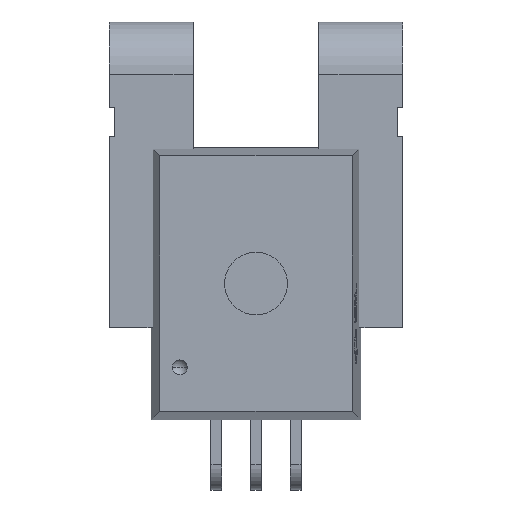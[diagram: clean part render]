
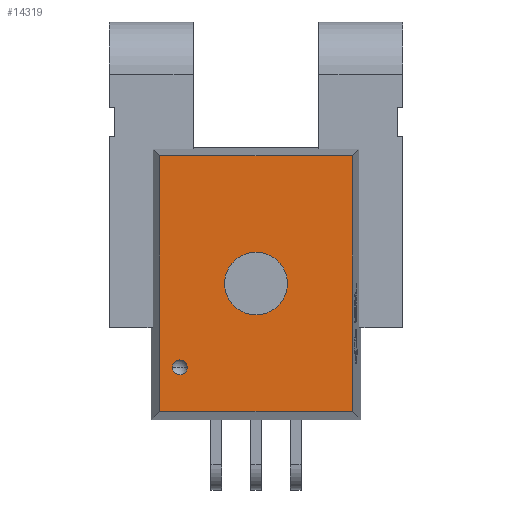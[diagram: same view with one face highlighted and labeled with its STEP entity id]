
A CAD part, top view. The second image highlights one B-rep face of the part: STEP entity #14319.
In plain terms, the highlighted planar face has unit normal (0, 0, 1).
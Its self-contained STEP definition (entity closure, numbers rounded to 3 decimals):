
#256 = AXIS2_PLACEMENT_3D ( 'NONE', #1841, #10476, #639 ) ;
#639 = DIRECTION ( 'NONE',  ( 1., 0., 0. ) ) ;
#959 = CARTESIAN_POINT ( 'NONE',  ( 1.5, 0.431, 7. ) ) ;
#1026 = CIRCLE ( 'NONE', #13452, 0.355 ) ;
#1408 = CARTESIAN_POINT ( 'NONE',  ( -4.601, 6.931, 7. ) ) ;
#1792 = VERTEX_POINT ( 'NONE', #5295 ) ;
#1841 = CARTESIAN_POINT ( 'NONE',  ( 0., 0.431, 7. ) ) ;
#1856 = CARTESIAN_POINT ( 'NONE',  ( -3.278, -3.569, 7. ) ) ;
#1877 = EDGE_CURVE ( 'NONE', #16515, #18038, #16448, .T. ) ;
#2264 = CARTESIAN_POINT ( 'NONE',  ( -1.5, 0.431, 7. ) ) ;
#2339 = CARTESIAN_POINT ( 'NONE',  ( 0., 0.431, 7. ) ) ;
#2382 = CARTESIAN_POINT ( 'NONE',  ( -5., -5.67, 7. ) ) ;
#2426 = CARTESIAN_POINT ( 'NONE',  ( 4.601, 6.532, 7. ) ) ;
#2429 = DIRECTION ( 'NONE',  ( 1., 0., 0. ) ) ;
#2456 = EDGE_LOOP ( 'NONE', ( #18295, #17853, #17308, #7677 ) ) ;
#2468 = AXIS2_PLACEMENT_3D ( 'NONE', #17963, #8086, #5307 ) ;
#2516 = DIRECTION ( 'NONE',  ( 0., 0., 1. ) ) ;
#2932 = EDGE_CURVE ( 'NONE', #7036, #14891, #17945, .T. ) ;
#3148 = PLANE ( 'NONE',  #256 ) ;
#3239 = DIRECTION ( 'NONE',  ( -1., 0., 0. ) ) ;
#3420 = FACE_BOUND ( 'NONE', #11148, .T. ) ;
#3467 = VERTEX_POINT ( 'NONE', #9339 ) ;
#3568 = CARTESIAN_POINT ( 'NONE',  ( 0., 0.431, 7. ) ) ;
#3621 = VECTOR ( 'NONE', #14126, 1000. ) ;
#3635 = DIRECTION ( 'NONE',  ( 0., 0., 1. ) ) ;
#3752 = CARTESIAN_POINT ( 'NONE',  ( 4.601, 6.931, 7. ) ) ;
#4086 = CARTESIAN_POINT ( 'NONE',  ( 4.601, -5.67, 7. ) ) ;
#4252 = ORIENTED_EDGE ( 'NONE', *, *, #10727, .F. ) ;
#4636 = AXIS2_PLACEMENT_3D ( 'NONE', #2339, #2516, #2429 ) ;
#5055 = VERTEX_POINT ( 'NONE', #1856 ) ;
#5060 = DIRECTION ( 'NONE',  ( 1., 0., 0. ) ) ;
#5295 = CARTESIAN_POINT ( 'NONE',  ( -3.987, -3.569, 7. ) ) ;
#5307 = DIRECTION ( 'NONE',  ( 1., 0., 0. ) ) ;
#5389 = CIRCLE ( 'NONE', #16010, 1.5 ) ;
#6678 = EDGE_CURVE ( 'NONE', #1792, #5055, #9014, .T. ) ;
#6815 = ORIENTED_EDGE ( 'NONE', *, *, #6678, .F. ) ;
#6919 = CARTESIAN_POINT ( 'NONE',  ( -4.601, -5.67, 7. ) ) ;
#7036 = VERTEX_POINT ( 'NONE', #2264 ) ;
#7677 = ORIENTED_EDGE ( 'NONE', *, *, #11234, .T. ) ;
#8086 = DIRECTION ( 'NONE',  ( 0., 0., 1. ) ) ;
#9014 = CIRCLE ( 'NONE', #2468, 0.355 ) ;
#9185 = FACE_OUTER_BOUND ( 'NONE', #2456, .T. ) ;
#9339 = CARTESIAN_POINT ( 'NONE',  ( -4.601, 6.532, 7. ) ) ;
#9453 = LINE ( 'NONE', #2382, #3621 ) ;
#9641 = VERTEX_POINT ( 'NONE', #6919 ) ;
#9701 = DIRECTION ( 'NONE',  ( 0., 1., 0. ) ) ;
#10476 = DIRECTION ( 'NONE',  ( 0., 0., 1. ) ) ;
#10660 = CARTESIAN_POINT ( 'NONE',  ( -5., 6.532, 7. ) ) ;
#10727 = EDGE_CURVE ( 'NONE', #14891, #7036, #5389, .T. ) ;
#10897 = DIRECTION ( 'NONE',  ( 0., 0., 1. ) ) ;
#11148 = EDGE_LOOP ( 'NONE', ( #6815, #15526 ) ) ;
#11234 = EDGE_CURVE ( 'NONE', #9641, #16515, #9453, .T. ) ;
#11293 = ORIENTED_EDGE ( 'NONE', *, *, #2932, .F. ) ;
#11598 = EDGE_CURVE ( 'NONE', #18038, #3467, #14616, .T. ) ;
#12125 = VECTOR ( 'NONE', #9701, 1000. ) ;
#12188 = EDGE_CURVE ( 'NONE', #3467, #9641, #15187, .T. ) ;
#12560 = VECTOR ( 'NONE', #15461, 1000. ) ;
#13266 = CARTESIAN_POINT ( 'NONE',  ( -3.632, -3.569, 7. ) ) ;
#13452 = AXIS2_PLACEMENT_3D ( 'NONE', #13266, #3635, #14741 ) ;
#13944 = VECTOR ( 'NONE', #3239, 1000. ) ;
#14126 = DIRECTION ( 'NONE',  ( 1., 0., 0. ) ) ;
#14319 = ADVANCED_FACE ( 'NONE', ( #3420, #14804, #9185 ), #3148, .T. ) ;
#14616 = LINE ( 'NONE', #10660, #13944 ) ;
#14741 = DIRECTION ( 'NONE',  ( 1., 0., 0. ) ) ;
#14804 = FACE_BOUND ( 'NONE', #17915, .T. ) ;
#14891 = VERTEX_POINT ( 'NONE', #959 ) ;
#15187 = LINE ( 'NONE', #1408, #12560 ) ;
#15461 = DIRECTION ( 'NONE',  ( 0., -1., 0. ) ) ;
#15526 = ORIENTED_EDGE ( 'NONE', *, *, #17254, .F. ) ;
#16010 = AXIS2_PLACEMENT_3D ( 'NONE', #3568, #10897, #5060 ) ;
#16448 = LINE ( 'NONE', #3752, #12125 ) ;
#16515 = VERTEX_POINT ( 'NONE', #4086 ) ;
#17254 = EDGE_CURVE ( 'NONE', #5055, #1792, #1026, .T. ) ;
#17308 = ORIENTED_EDGE ( 'NONE', *, *, #12188, .T. ) ;
#17853 = ORIENTED_EDGE ( 'NONE', *, *, #11598, .T. ) ;
#17915 = EDGE_LOOP ( 'NONE', ( #4252, #11293 ) ) ;
#17945 = CIRCLE ( 'NONE', #4636, 1.5 ) ;
#17963 = CARTESIAN_POINT ( 'NONE',  ( -3.632, -3.569, 7. ) ) ;
#18038 = VERTEX_POINT ( 'NONE', #2426 ) ;
#18295 = ORIENTED_EDGE ( 'NONE', *, *, #1877, .T. ) ;
